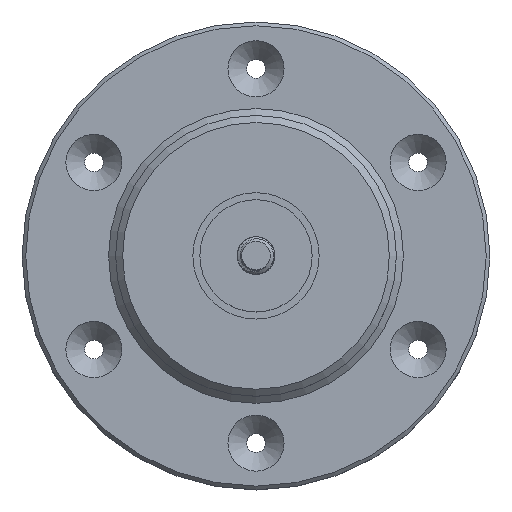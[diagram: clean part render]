
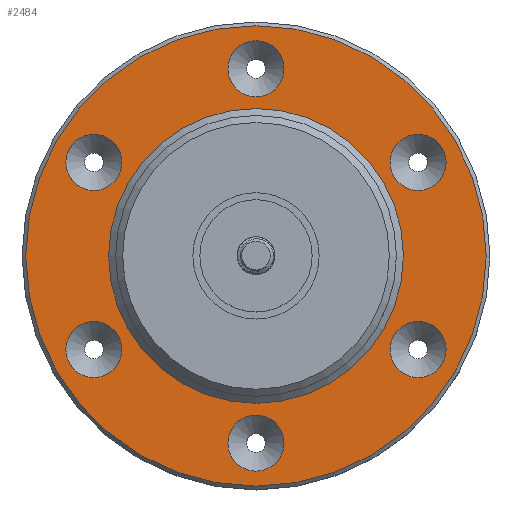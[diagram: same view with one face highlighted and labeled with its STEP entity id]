
A CAD part, top view. The second image highlights one B-rep face of the part: STEP entity #2484.
In plain terms, the highlighted planar face has unit normal (0, 0, 1).
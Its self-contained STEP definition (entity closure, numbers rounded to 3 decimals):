
#66=FACE_BOUND('',#515,.T.);
#67=FACE_BOUND('',#516,.T.);
#68=FACE_BOUND('',#517,.T.);
#69=FACE_BOUND('',#518,.T.);
#70=FACE_BOUND('',#519,.T.);
#71=FACE_BOUND('',#520,.T.);
#72=FACE_BOUND('',#521,.T.);
#111=PLANE('',#2658);
#356=FACE_OUTER_BOUND('',#514,.T.);
#514=EDGE_LOOP('',(#2149));
#515=EDGE_LOOP('',(#2150));
#516=EDGE_LOOP('',(#2151));
#517=EDGE_LOOP('',(#2152));
#518=EDGE_LOOP('',(#2153));
#519=EDGE_LOOP('',(#2154));
#520=EDGE_LOOP('',(#2155));
#521=EDGE_LOOP('',(#2156));
#595=CIRCLE('',#2655,49.2);
#597=CIRCLE('',#2659,31.5);
#598=CIRCLE('',#2660,6.);
#599=CIRCLE('',#2661,6.);
#600=CIRCLE('',#2662,6.);
#601=CIRCLE('',#2663,6.);
#602=CIRCLE('',#2664,6.);
#603=CIRCLE('',#2665,6.);
#1186=VERTEX_POINT('',#9799);
#1188=VERTEX_POINT('',#9807);
#1189=VERTEX_POINT('',#9809);
#1190=VERTEX_POINT('',#9811);
#1191=VERTEX_POINT('',#9813);
#1192=VERTEX_POINT('',#9815);
#1193=VERTEX_POINT('',#9817);
#1194=VERTEX_POINT('',#9819);
#1511=EDGE_CURVE('',#1186,#1186,#595,.T.);
#1514=EDGE_CURVE('',#1188,#1188,#597,.T.);
#1515=EDGE_CURVE('',#1189,#1189,#598,.T.);
#1516=EDGE_CURVE('',#1190,#1190,#599,.T.);
#1517=EDGE_CURVE('',#1191,#1191,#600,.T.);
#1518=EDGE_CURVE('',#1192,#1192,#601,.T.);
#1519=EDGE_CURVE('',#1193,#1193,#602,.T.);
#1520=EDGE_CURVE('',#1194,#1194,#603,.T.);
#2149=ORIENTED_EDGE('',*,*,#1511,.F.);
#2150=ORIENTED_EDGE('',*,*,#1514,.F.);
#2151=ORIENTED_EDGE('',*,*,#1515,.F.);
#2152=ORIENTED_EDGE('',*,*,#1516,.F.);
#2153=ORIENTED_EDGE('',*,*,#1517,.F.);
#2154=ORIENTED_EDGE('',*,*,#1518,.F.);
#2155=ORIENTED_EDGE('',*,*,#1519,.F.);
#2156=ORIENTED_EDGE('',*,*,#1520,.F.);
#2484=ADVANCED_FACE('',(#356,#66,#67,#68,#69,#70,#71,#72),#111,.T.);
#2655=AXIS2_PLACEMENT_3D('',#9801,#3051,#3052);
#2658=AXIS2_PLACEMENT_3D('',#9806,#3058,#3059);
#2659=AXIS2_PLACEMENT_3D('',#9808,#3060,#3061);
#2660=AXIS2_PLACEMENT_3D('',#9810,#3062,#3063);
#2661=AXIS2_PLACEMENT_3D('',#9812,#3064,#3065);
#2662=AXIS2_PLACEMENT_3D('',#9814,#3066,#3067);
#2663=AXIS2_PLACEMENT_3D('',#9816,#3068,#3069);
#2664=AXIS2_PLACEMENT_3D('',#9818,#3070,#3071);
#2665=AXIS2_PLACEMENT_3D('',#9820,#3072,#3073);
#3051=DIRECTION('center_axis',(0.,0.,-1.));
#3052=DIRECTION('ref_axis',(1.,0.,0.));
#3058=DIRECTION('center_axis',(0.,0.,1.));
#3059=DIRECTION('ref_axis',(1.,0.,0.));
#3060=DIRECTION('center_axis',(0.,0.,1.));
#3061=DIRECTION('ref_axis',(1.,0.,0.));
#3062=DIRECTION('center_axis',(0.,0.,1.));
#3063=DIRECTION('ref_axis',(1.,0.,0.));
#3064=DIRECTION('center_axis',(0.,0.,1.));
#3065=DIRECTION('ref_axis',(1.,0.,0.));
#3066=DIRECTION('center_axis',(0.,0.,1.));
#3067=DIRECTION('ref_axis',(1.,0.,0.));
#3068=DIRECTION('center_axis',(0.,0.,1.));
#3069=DIRECTION('ref_axis',(1.,0.,0.));
#3070=DIRECTION('center_axis',(0.,0.,1.));
#3071=DIRECTION('ref_axis',(1.,0.,0.));
#3072=DIRECTION('center_axis',(0.,0.,1.));
#3073=DIRECTION('ref_axis',(1.,0.,0.));
#9799=CARTESIAN_POINT('',(-49.2,0.,15.));
#9801=CARTESIAN_POINT('Origin',(0.,0.,15.));
#9806=CARTESIAN_POINT('Origin',(0.,0.,15.));
#9807=CARTESIAN_POINT('',(-31.5,0.,15.));
#9808=CARTESIAN_POINT('Origin',(0.,0.,15.));
#9809=CARTESIAN_POINT('',(-40.641,20.,15.));
#9810=CARTESIAN_POINT('Origin',(-34.641,20.,15.));
#9811=CARTESIAN_POINT('',(28.641,20.,15.));
#9812=CARTESIAN_POINT('Origin',(34.641,20.,15.));
#9813=CARTESIAN_POINT('',(-6.,-40.,15.));
#9814=CARTESIAN_POINT('Origin',(0.,-40.,15.));
#9815=CARTESIAN_POINT('',(28.641,-20.,15.));
#9816=CARTESIAN_POINT('Origin',(34.641,-20.,15.));
#9817=CARTESIAN_POINT('',(-6.,40.,15.));
#9818=CARTESIAN_POINT('Origin',(0.,40.,15.));
#9819=CARTESIAN_POINT('',(-40.641,-20.,15.));
#9820=CARTESIAN_POINT('Origin',(-34.641,-20.,15.));
